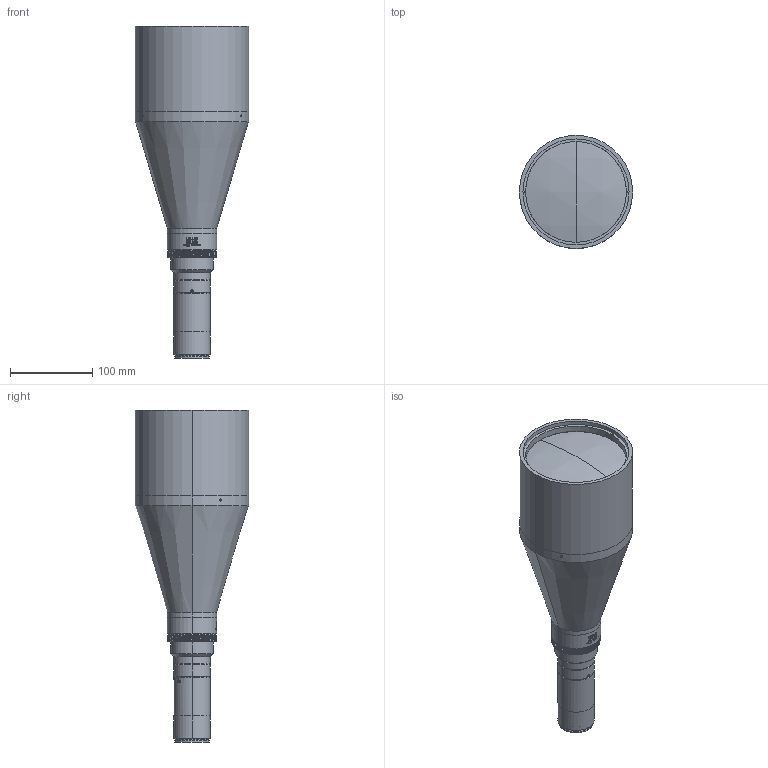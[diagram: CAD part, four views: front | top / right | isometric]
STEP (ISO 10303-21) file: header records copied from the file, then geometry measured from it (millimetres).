
FILE_DESCRIPTION (( 'STEP AP203' ), '1' );
FILE_NAME ('S5LPJ1762_M42_01.STEP', '2022-03-01T11:11:13', ( '' ), ( '' ), 'SwSTEP 2.0', 'SolidWorks 2021', '' );
FILE_SCHEMA (( 'CONFIG_CONTROL_DESIGN' ));
Length unit declared in the file: millimetre
Products named in the file (18): DIN 913 - M3 x 3-N_DIN 913 - M3 x 3-N; 554702; 216321; 111307; 532603; 554307; 557002_S5LPJ1762_M42; 554305; DIN 913 - M3 x 4-N_DIN 913 - M3 x 4-N; 111311; 554301; 554306; S5LPX2865; 239407; S5LDX1522; 485719; S5LPJ1762_M42_01; S5LAO1522
Assembly tree (22 placements, depth 3):
  S5LPJ1762_M42_01
    S5LAO1522
      S5LDX1522
    111307
    111311
    239407
    532603
    554301
      S5LPX2865
      216321
      485719
      554305
      554306
      554307
      DIN 913 - M3 x 4-N_DIN 913 - M3 x 4-N  x3
      DIN 913 - M3 x 3-N_DIN 913 - M3 x 3-N
    554702
    557002_S5LPJ1762_M42
    DIN 913 - M3 x 3-N_DIN 913 - M3 x 3-N  x3
Bounding box: 138 x 138 x 404.81 mm (x, y, z)
Volume: 933813.3 mm3; surface area: 314255.1 mm2
Topology: 20 solids, 20 shells, 588 faces, 1482 edges, 993 vertices
Faces by surface type: cylinder 231, plane 173, cone 111, torus 64, sphere 6, bspline 3
Entity records: 22170 total; most frequent: CARTESIAN_POINT 7259, DIRECTION 2817, ORIENTED_EDGE 2644, EDGE_CURVE 1322, AXIS2_PLACEMENT_3D 1163, VERTEX_POINT 893, CIRCLE 626, EDGE_LOOP 603
